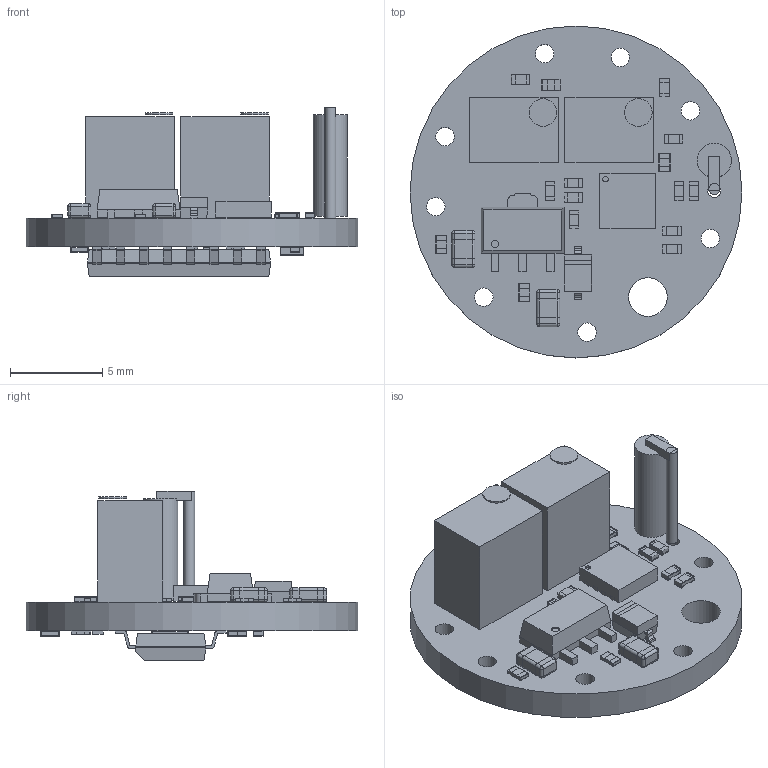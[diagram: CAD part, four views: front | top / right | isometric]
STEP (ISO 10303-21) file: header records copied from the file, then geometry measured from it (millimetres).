
FILE_DESCRIPTION(('Open CASCADE Model'),'2;1');
FILE_NAME('Open CASCADE Shape Model','2024-07-22T15:34:40',('Author'),( 'Open CASCADE'),'Open CASCADE STEP processor 7.5','Open CASCADE 7.5' ,'Unknown');
FILE_SCHEMA(('AUTOMOTIVE_DESIGN { 1 0 10303 214 1 1 1 1 }'));
Length unit declared in the file: millimetre
Products named in the file (59): PCB; Board; Open CASCADE STEP translator 7.5 1.1.1; U4; DFN8_3X3_065; VR2; 6065855280; Cylinder; 6065855120; Extruded; VR1; U2; SO16; User Library-SO-16N__X2_041A043E0440043F04430441_X0_; User Library-SO-16N__X2_041C04350442043A0430_X0_; User Library-SO-16N__X2_041D043E0436043A0430_X0_; U1; SOT89-3; User Library-SOT89-3_Fusion; User Library-SOT89-3_User_Library_SOT89_5005; R21; RES0402; R19; R18; R17; R16; R15; R14; R13; R12; 6065857600; 6065857360; 6065857120; R11; R10; R9; R8; R7; R6; R5 ...
Assembly tree (89 placements, depth 4):
  PCB
    Board
      Open CASCADE STEP translator 7.5 1.1.1
    U4
      DFN8_3X3_065
    VR2
      6065855280
        Cylinder
      6065855120
        Extruded
    VR1
      6065855280
        Cylinder
      6065855120
        Extruded
    U2
      SO16
        User Library-SO-16N__X2_041A043E0440043F04430441_X0_
        User Library-SO-16N__X2_041C04350442043A0430_X0_
        User Library-SO-16N__X2_041D043E0436043A0430_X0_  x8
    U1
      SOT89-3
        User Library-SOT89-3_Fusion
        User Library-SOT89-3_User_Library_SOT89_5005
    R21
      RES0402
    R19
      RES0402
    R18
      RES0402
    R17
      RES0402
    R16
      RES0402
    R15
      RES0402
    R14
      RES0402
    R13
      RES0402
    R12
      6065857600
        Extruded
      6065857360
        Cylinder
      6065857120
        Cylinder
    R11
      RES0402
    R10
      RES0402
    R9
      RES0402
    R8
      RES0402
    R7
      RES0402
    R6
      RES0402
    R5
Bounding box: 18 x 18 x 9.17 mm (x, y, z)
Volume: 667.8 mm3; surface area: 1297.1 mm2
Topology: 100 solids, 191 shells, 1225 faces, 2955 edges, 1944 vertices
Faces by surface type: plane 663, bspline 446, cylinder 116
Full cylindrical faces by diameter (mm): 0.6 x1, 0.7 x2, 1 x8, 1.5 x2, 1.86 x1, 2.1 x1, 18 x1
Entity records: 14971 total; most frequent: CARTESIAN_POINT 4086, ORIENTED_EDGE 1836, DIRECTION 1492, EDGE_CURVE 1006, VERTEX_POINT 698, AXIS2_PLACEMENT_3D 504, LINE 484, VECTOR 484
